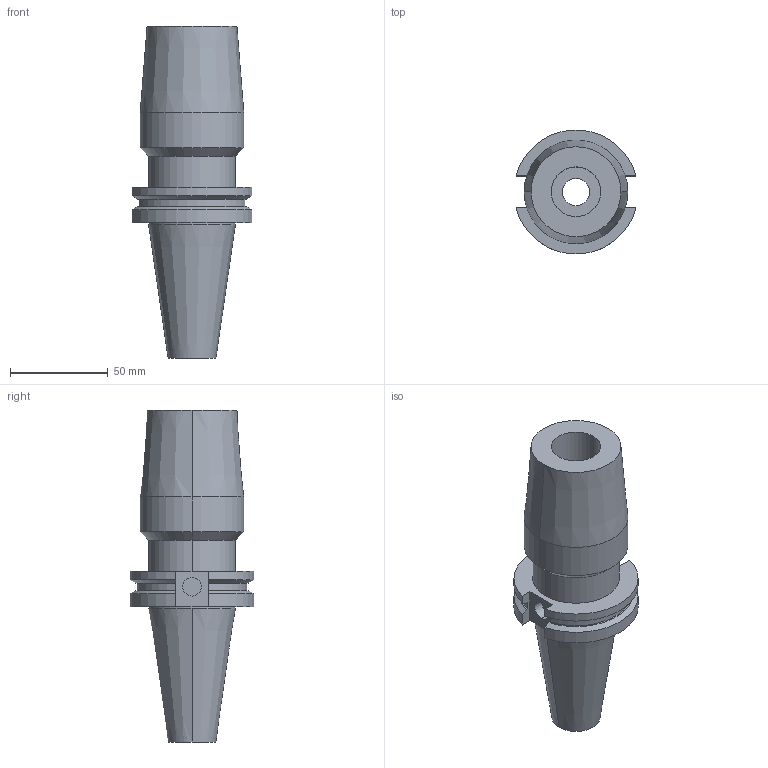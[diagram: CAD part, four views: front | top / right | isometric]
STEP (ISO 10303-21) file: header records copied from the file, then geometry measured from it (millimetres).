
FILE_DESCRIPTION (( 'STEP AP203' ), '1' );
FILE_NAME ('STP-46.651.68.400.STEP', '2019-07-31T00:41:13', ( '' ), ( '' ), 'SwSTEP 2.0', 'SolidWorks 2017', '' );
FILE_SCHEMA (( 'CONFIG_CONTROL_DESIGN' ));
Length unit declared in the file: millimetre
Products named in the file (1): STP-46.651.68.400
Bounding box: 61.35 x 63.26 x 169.85 mm (x, y, z)
Volume: 225524.2 mm3; surface area: 39925.2 mm2
Topology: 1 solids, 1 shells, 53 faces, 124 edges, 80 vertices
Faces by surface type: cylinder 24, plane 19, cone 10
Entity records: 1619 total; most frequent: CARTESIAN_POINT 282, DIRECTION 280, ORIENTED_EDGE 248, EDGE_CURVE 124, AXIS2_PLACEMENT_3D 110, VERTEX_POINT 80, EDGE_LOOP 62, VECTOR 60
